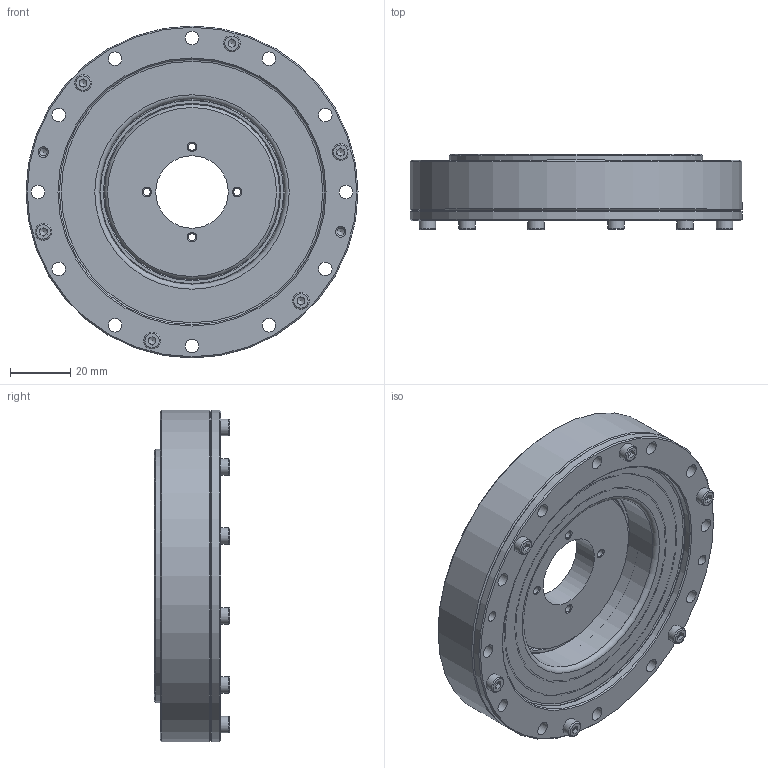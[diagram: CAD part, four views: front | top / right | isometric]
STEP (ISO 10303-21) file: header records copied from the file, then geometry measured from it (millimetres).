
FILE_DESCRIPTION(/* description */ ('STEP AP242','CAx-IF Rec.Pracs.---Representation and Presentation of Product Manufacturing Information (PMI)---4.0---2014-10-13','CAx-IF Rec.Pracs.---3D Tessellated Geometry---0.4---2014-09-14','2;1'),/* implementation_level */ '2;1');
FILE_NAME(/* name */ '68876e087ce0f65ce4fed80b',/* time_stamp */ '2025-07-28T12:33:14Z',/* author */ (''),/* organization */ (''),/* preprocessor_version */ 'ST-DEVELOPER v20',/* originating_system */ 'ONSHAPE BY PTC INC, 1.201',/* authorisation */ ' ');
FILE_SCHEMA (('AP242_MANAGED_MODEL_BASED_3D_ENGINEERING_MIM_LF { 1 0 10303 442 1 1 4 }'));
Length unit declared in the file: metre
Products named in the file (11): HD-25-xxx; hexagon socket head cap screws gb_GB_FASTENER_SCREWS_HSHCS M3X16-N; HD-25-????_?? <1>; HD-25-??; HD-25????; ??????; HD-25-????_??
Assembly tree (21 placements, depth 3):
  HD-25-xxx
    hexagon socket head cap screws gb_GB_FASTENER_SCREWS_HSHCS M3X16-N  x12
    HD-25-????_?? <1>
      HD-25-??
      HD-25????
    HD-25-??
    HD-25-????_?? <1>
      ??????
      ??????
    HD-25-????_??
    HD-25-??
Bounding box: 110 x 25 x 110 mm (x, y, z)
Volume: 119503.3 mm3; surface area: 87176.3 mm2
Topology: 19 solids, 19 shells, 504 faces, 1106 edges, 675 vertices
Faces by surface type: plane 217, cylinder 137, cone 123, torus 22, bspline 5
Full cylindrical faces by diameter (mm): 2.5 x18, 3 x12, 3.3 x12, 3.4 x6, 3.5 x4, 4.5 x36, 5.5 x12, 6 x6, 24 x1, 45.212 x1, 48.627 x2, 56 x1, 58.112 x2, 61.334 x2, 62.034 x1, 63.8 x1, 63.988 x1, 65 x1, 67 x2, 80.33 x1, 84 x2, 87.4 x2, 88 x1, 88.6 x2, 90 x1, 90.6 x1, 94 x2, 94.8 x1, 95.67 x1, 110 x2
Entity records: 8124 total; most frequent: CARTESIAN_POINT 2184, DIRECTION 1273, ORIENTED_EDGE 714, FACE_BOUND 677, EDGE_LOOP 650, AXIS2_PLACEMENT_3D 622, VERTEX_POINT 368, EDGE_CURVE 357
